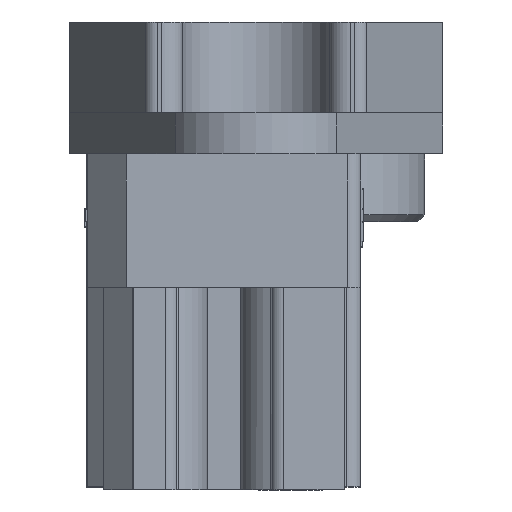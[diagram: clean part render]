
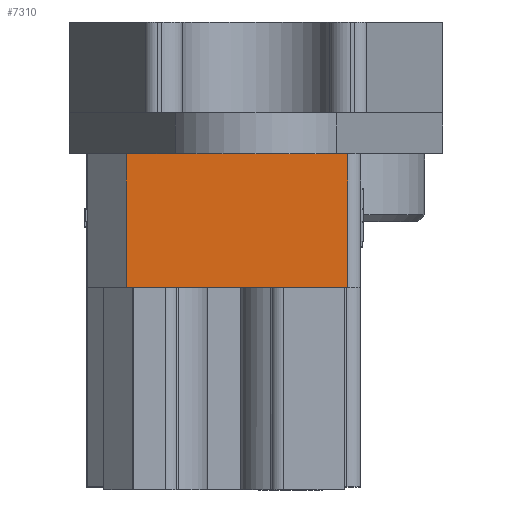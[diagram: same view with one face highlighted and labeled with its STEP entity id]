
A CAD part, left-side view. The second image highlights one B-rep face of the part: STEP entity #7310.
In plain terms, the highlighted face is planar.
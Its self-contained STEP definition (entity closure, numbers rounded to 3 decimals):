
#274=PLANE('',#8044);
#587=FACE_OUTER_BOUND('',#1056,.T.);
#1056=EDGE_LOOP('',(#5704,#5705,#5706,#5707));
#1648=LINE('',#12788,#2215);
#1660=LINE('',#12821,#2227);
#1709=LINE('',#12979,#2276);
#1710=LINE('',#12980,#2277);
#2215=VECTOR('',#9531,1000.);
#2227=VECTOR('',#9557,1000.);
#2276=VECTOR('',#9686,1000.);
#2277=VECTOR('',#9687,1000.);
#3271=VERTEX_POINT('',#12785);
#3272=VERTEX_POINT('',#12787);
#3285=VERTEX_POINT('',#12818);
#3286=VERTEX_POINT('',#12820);
#4101=EDGE_CURVE('',#3271,#3272,#1648,.T.);
#4118=EDGE_CURVE('',#3286,#3285,#1660,.T.);
#4199=EDGE_CURVE('',#3271,#3286,#1709,.T.);
#4200=EDGE_CURVE('',#3285,#3272,#1710,.T.);
#5704=ORIENTED_EDGE('',*,*,#4101,.F.);
#5705=ORIENTED_EDGE('',*,*,#4199,.T.);
#5706=ORIENTED_EDGE('',*,*,#4118,.T.);
#5707=ORIENTED_EDGE('',*,*,#4200,.T.);
#7310=ADVANCED_FACE('',(#587),#274,.T.);
#8044=AXIS2_PLACEMENT_3D('',#12978,#9684,#9685);
#9531=DIRECTION('',(0.,-1.,0.));
#9557=DIRECTION('',(0.,-1.,0.));
#9684=DIRECTION('center_axis',(1.,0.,0.));
#9685=DIRECTION('ref_axis',(0.,0.,-1.));
#9686=DIRECTION('',(0.,0.,1.));
#9687=DIRECTION('',(0.,0.,-1.));
#12785=CARTESIAN_POINT('',(5.25,8.792,-5.));
#12787=CARTESIAN_POINT('',(5.25,0.5,-5.));
#12788=CARTESIAN_POINT('',(5.25,4.646,-5.));
#12818=CARTESIAN_POINT('',(5.25,0.5,0.));
#12820=CARTESIAN_POINT('',(5.25,8.792,0.));
#12821=CARTESIAN_POINT('',(5.25,4.646,0.));
#12978=CARTESIAN_POINT('Origin',(5.25,0.5,0.));
#12979=CARTESIAN_POINT('',(5.25,8.792,0.));
#12980=CARTESIAN_POINT('',(5.25,0.5,0.));
